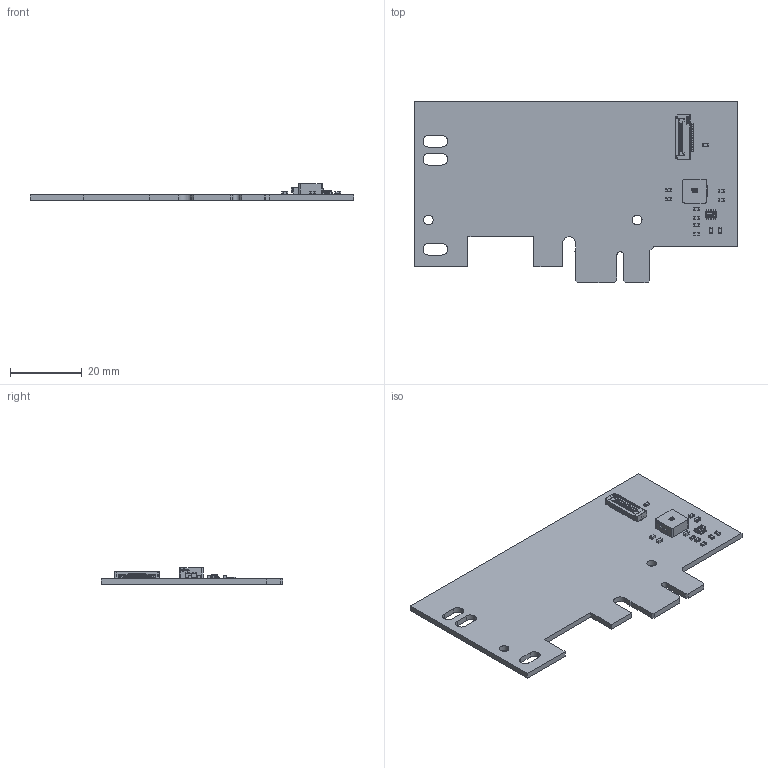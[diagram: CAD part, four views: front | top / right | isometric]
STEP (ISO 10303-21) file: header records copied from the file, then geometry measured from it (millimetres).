
FILE_DESCRIPTION(('Designed by EasyEDA Pro'),'2;1');
FILE_NAME('Open CASCADE Shape Model','2024-08-07T16:51:37',('Author'),( 'Open CASCADE'),'Open CASCADE STEP processor 7.8','Open CASCADE 7.8' ,'Unknown');
FILE_SCHEMA(('AUTOMOTIVE_DESIGN { 1 0 10303 214 1 1 1 1 }'));
Length unit declared in the file: millimetre
Products named in the file (26): PCBModel; Board; JxY4-C3; C0603; SOLID; JxY4-C6; JxY4-C1; JxY4-C4; JxY4-C2; JxY4-C5; JxY4-R3; R0603; COMPOUND; JxY4-R5; JxY4-R2; JxY4-R4; JxY4-R1; JxY4-L1; IND-SMD_L7.0-W6.6; JxY4-FPC1; FPC-SMD_16P-P0.50_FPC-05F-16PH20; JxY4-U1; TSOT-23-6_L2.9-W1.6-P0.95-LS2.8-BR
Assembly tree (34 placements, depth 4):
  PCBModel
    Board
    JxY4-C3
      C0603
        SOLID
    JxY4-C6
      C0603
        SOLID
    JxY4-C1
      C0603
        SOLID
    JxY4-C4
      C0603
        SOLID
    JxY4-C2
      C0603
        SOLID
    JxY4-C5
      C0603
        SOLID
    JxY4-R3
      R0603
        COMPOUND
    JxY4-R5
      R0603
        COMPOUND
    JxY4-R2
      R0603
        COMPOUND
    JxY4-R4
      R0603
        COMPOUND
    JxY4-R1
      R0603
        COMPOUND
    JxY4-L1
      IND-SMD_L7.0-W6.6
        SOLID
    JxY4-FPC1
      FPC-SMD_16P-P0.50_FPC-05F-16PH20
        COMPOUND
    JxY4-U1
      TSOT-23-6_L2.9-W1.6-P0.95-LS2.8-BR
        COMPOUND
Bounding box: 89.97 x 50.45 x 4.7 mm (x, y, z)
Volume: 6333.7 mm3; surface area: 9087.9 mm2
Topology: 69 solids, 69 shells, 5747 faces, 15514 edges, 10126 vertices
Faces by surface type: plane 3494, bspline 1603, cylinder 508, sphere 94, torus 48
Full cylindrical faces by diameter (mm): 2.7 x2
Entity records: 127714 total; most frequent: CARTESIAN_POINT 32497, ORIENTED_EDGE 15574, DIRECTION 11615, EDGE_CURVE 7787, LINE 5691, VECTOR 5691, VERTEX_POINT 5060, FACE_BOUND 3051
